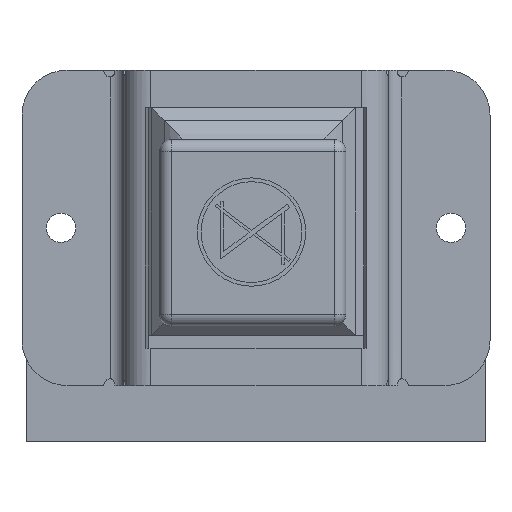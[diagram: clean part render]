
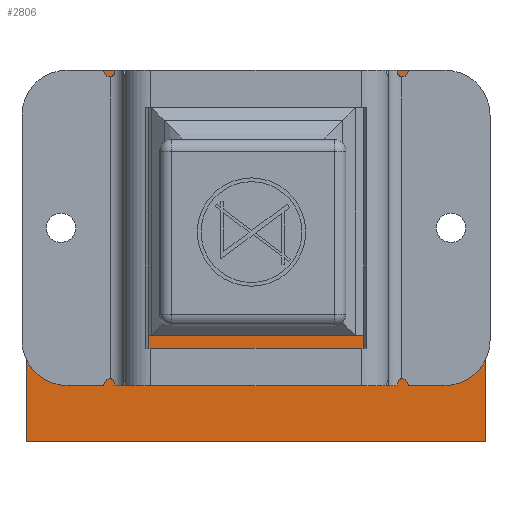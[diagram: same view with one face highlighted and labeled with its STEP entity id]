
A CAD part, front view. The second image highlights one B-rep face of the part: STEP entity #2806.
In plain terms, the highlighted planar face has unit normal (0, -1, 0).
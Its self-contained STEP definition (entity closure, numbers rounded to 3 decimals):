
#133=FACE_BOUND('',#416,.T.);
#134=FACE_BOUND('',#417,.T.);
#150=PLANE('',#2994);
#249=FACE_OUTER_BOUND('',#415,.T.);
#415=EDGE_LOOP('',(#1962,#1963,#1964,#1965,#1966,#1967));
#416=EDGE_LOOP('',(#1968));
#417=EDGE_LOOP('',(#1969));
#584=LINE('',#4053,#868);
#588=LINE('',#4061,#872);
#592=LINE('',#4073,#876);
#596=LINE('',#4084,#880);
#868=VECTOR('',#3253,1.);
#872=VECTOR('',#3259,1.);
#876=VECTOR('',#3271,1.);
#880=VECTOR('',#3283,1.);
#1150=CIRCLE('',#2978,1.651);
#1152=CIRCLE('',#2981,1.651);
#1154=CIRCLE('',#2986,5.08);
#1156=CIRCLE('',#2990,5.08);
#1252=VERTEX_POINT('',#4039);
#1254=VERTEX_POINT('',#4045);
#1256=VERTEX_POINT('',#4051);
#1257=VERTEX_POINT('',#4052);
#1260=VERTEX_POINT('',#4060);
#1262=VERTEX_POINT('',#4066);
#1264=VERTEX_POINT('',#4072);
#1266=VERTEX_POINT('',#4078);
#1510=EDGE_CURVE('',#1252,#1252,#1150,.T.);
#1513=EDGE_CURVE('',#1254,#1254,#1152,.T.);
#1516=EDGE_CURVE('',#1256,#1257,#584,.T.);
#1520=EDGE_CURVE('',#1260,#1256,#588,.T.);
#1523=EDGE_CURVE('',#1262,#1260,#1154,.T.);
#1526=EDGE_CURVE('',#1262,#1264,#592,.T.);
#1529=EDGE_CURVE('',#1264,#1266,#1156,.T.);
#1532=EDGE_CURVE('',#1266,#1257,#596,.T.);
#1962=ORIENTED_EDGE('',*,*,#1516,.T.);
#1963=ORIENTED_EDGE('',*,*,#1532,.F.);
#1964=ORIENTED_EDGE('',*,*,#1529,.F.);
#1965=ORIENTED_EDGE('',*,*,#1526,.F.);
#1966=ORIENTED_EDGE('',*,*,#1523,.T.);
#1967=ORIENTED_EDGE('',*,*,#1520,.T.);
#1968=ORIENTED_EDGE('',*,*,#1510,.T.);
#1969=ORIENTED_EDGE('',*,*,#1513,.T.);
#2806=ADVANCED_FACE('',(#249,#133,#134),#150,.F.);
#2978=AXIS2_PLACEMENT_3D('',#4040,#3239,#3240);
#2981=AXIS2_PLACEMENT_3D('',#4046,#3246,#3247);
#2986=AXIS2_PLACEMENT_3D('',#4067,#3264,#3265);
#2990=AXIS2_PLACEMENT_3D('',#4079,#3276,#3277);
#2994=AXIS2_PLACEMENT_3D('',#4087,#3287,#3288);
#3239=DIRECTION('center_axis',(0.,1.,0.));
#3240=DIRECTION('ref_axis',(1.,0.,0.));
#3246=DIRECTION('center_axis',(0.,1.,0.));
#3247=DIRECTION('ref_axis',(1.,0.,0.));
#3253=DIRECTION('',(1.,0.,0.));
#3259=DIRECTION('',(0.,0.,-1.));
#3264=DIRECTION('center_axis',(0.,-1.,0.));
#3265=DIRECTION('ref_axis',(-1.,0.,0.));
#3271=DIRECTION('',(1.,0.,0.));
#3276=DIRECTION('center_axis',(0.,1.,0.));
#3277=DIRECTION('ref_axis',(1.,0.,0.));
#3283=DIRECTION('',(0.,0.,-1.));
#3287=DIRECTION('center_axis',(0.,1.,0.));
#3288=DIRECTION('ref_axis',(1.,0.,0.));
#4039=CARTESIAN_POINT('',(38.515,0.069,-17.78));
#4040=CARTESIAN_POINT('Origin',(40.166,0.069,-17.78));
#4045=CARTESIAN_POINT('',(-5.475,0.069,-17.78));
#4046=CARTESIAN_POINT('Origin',(-3.824,0.069,-17.78));
#4051=CARTESIAN_POINT('',(-7.737,0.069,-41.91));
#4052=CARTESIAN_POINT('',(44.079,0.069,-41.91));
#4053=CARTESIAN_POINT('',(-7.737,0.069,-41.91));
#4060=CARTESIAN_POINT('',(-7.737,0.069,-5.08));
#4061=CARTESIAN_POINT('',(-7.737,0.069,-5.08));
#4066=CARTESIAN_POINT('',(-2.657,0.069,0.));
#4067=CARTESIAN_POINT('Origin',(-2.657,0.069,-5.08));
#4072=CARTESIAN_POINT('',(38.999,0.069,0.));
#4073=CARTESIAN_POINT('',(-2.657,0.069,0.));
#4078=CARTESIAN_POINT('',(44.079,0.069,-5.08));
#4079=CARTESIAN_POINT('Origin',(38.999,0.069,-5.08));
#4084=CARTESIAN_POINT('',(44.079,0.069,-5.08));
#4087=CARTESIAN_POINT('Origin',(38.999,0.069,-5.08));
